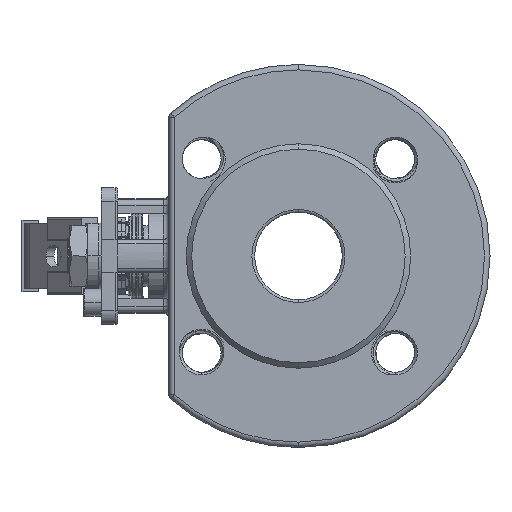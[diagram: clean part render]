
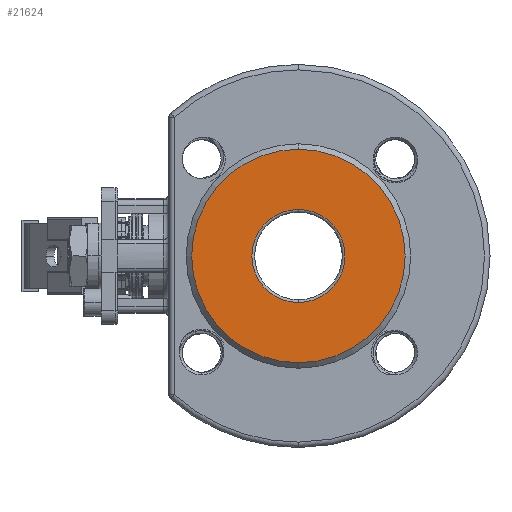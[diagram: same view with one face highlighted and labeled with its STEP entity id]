
A CAD part, left-side view. The second image highlights one B-rep face of the part: STEP entity #21624.
In plain terms, the highlighted planar face has unit normal (-1, 0, 0).
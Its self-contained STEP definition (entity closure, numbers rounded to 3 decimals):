
#2173 = ORIENTED_EDGE ( 'NONE', *, *, #41705, .T. ) ;
#4614 = EDGE_CURVE ( 'NONE', #45611, #60893, #60018, .T. ) ;
#4800 = DIRECTION ( 'NONE',  ( 1., 0., 0. ) ) ;
#7161 = DIRECTION ( 'NONE',  ( 0., 0., -1. ) ) ;
#13628 = CARTESIAN_POINT ( 'NONE',  ( -30., 0., 17. ) ) ;
#13732 = DIRECTION ( 'NONE',  ( 1., 0., 0. ) ) ;
#17204 = EDGE_LOOP ( 'NONE', ( #2173, #68646 ) ) ;
#17824 = AXIS2_PLACEMENT_3D ( 'NONE', #41870, #4800, #48068 ) ;
#18990 = CARTESIAN_POINT ( 'NONE',  ( -30., 0., 0. ) ) ;
#20360 = EDGE_LOOP ( 'NONE', ( #59930, #64549 ) ) ;
#21624 = ADVANCED_FACE ( 'NONE', ( #50139, #48207 ), #25930, .F. ) ;
#25228 = DIRECTION ( 'NONE',  ( 0., 0., 1. ) ) ;
#25930 = PLANE ( 'NONE',  #63403 ) ;
#27420 = EDGE_CURVE ( 'NONE', #60893, #45611, #58408, .T. ) ;
#28898 = CARTESIAN_POINT ( 'NONE',  ( -30., 0., 39. ) ) ;
#29179 = CIRCLE ( 'NONE', #70518, 39. ) ;
#29309 = CARTESIAN_POINT ( 'NONE',  ( -30., 0., 0. ) ) ;
#31613 = EDGE_CURVE ( 'NONE', #40447, #64412, #29179, .T. ) ;
#33508 = CIRCLE ( 'NONE', #54554, 39. ) ;
#35521 = DIRECTION ( 'NONE',  ( 0., 0., 1. ) ) ;
#40447 = VERTEX_POINT ( 'NONE', #28898 ) ;
#40473 = CARTESIAN_POINT ( 'NONE',  ( -30., 0., -39. ) ) ;
#41705 = EDGE_CURVE ( 'NONE', #64412, #40447, #33508, .T. ) ;
#41870 = CARTESIAN_POINT ( 'NONE',  ( -30., 0., 0. ) ) ;
#43096 = DIRECTION ( 'NONE',  ( 1., 0., 0. ) ) ;
#44075 = CARTESIAN_POINT ( 'NONE',  ( -30., 0., -17. ) ) ;
#45611 = VERTEX_POINT ( 'NONE', #44075 ) ;
#48068 = DIRECTION ( 'NONE',  ( 0., 0., -1. ) ) ;
#48207 = FACE_OUTER_BOUND ( 'NONE', #17204, .T. ) ;
#50139 = FACE_BOUND ( 'NONE', #20360, .T. ) ;
#54554 = AXIS2_PLACEMENT_3D ( 'NONE', #29309, #72443, #35521 ) ;
#56968 = DIRECTION ( 'NONE',  ( 0., 0., -1. ) ) ;
#58408 = CIRCLE ( 'NONE', #73439, 17. ) ;
#59930 = ORIENTED_EDGE ( 'NONE', *, *, #4614, .T. ) ;
#60018 = CIRCLE ( 'NONE', #17824, 17. ) ;
#60893 = VERTEX_POINT ( 'NONE', #13628 ) ;
#62149 = DIRECTION ( 'NONE',  ( -1., 0., 0. ) ) ;
#63403 = AXIS2_PLACEMENT_3D ( 'NONE', #75252, #13732, #56968 ) ;
#64412 = VERTEX_POINT ( 'NONE', #40473 ) ;
#64549 = ORIENTED_EDGE ( 'NONE', *, *, #27420, .T. ) ;
#68646 = ORIENTED_EDGE ( 'NONE', *, *, #31613, .T. ) ;
#70518 = AXIS2_PLACEMENT_3D ( 'NONE', #18990, #62149, #25228 ) ;
#72443 = DIRECTION ( 'NONE',  ( -1., 0., 0. ) ) ;
#73439 = AXIS2_PLACEMENT_3D ( 'NONE', #79993, #43096, #7161 ) ;
#75252 = CARTESIAN_POINT ( 'NONE',  ( -30., 39., 0. ) ) ;
#79993 = CARTESIAN_POINT ( 'NONE',  ( -30., 0., 0. ) ) ;
